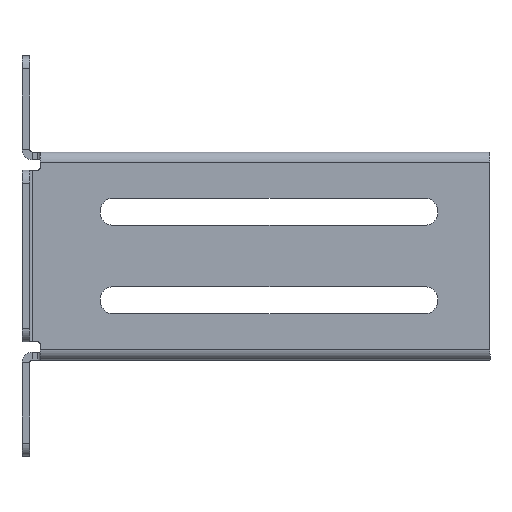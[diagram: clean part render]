
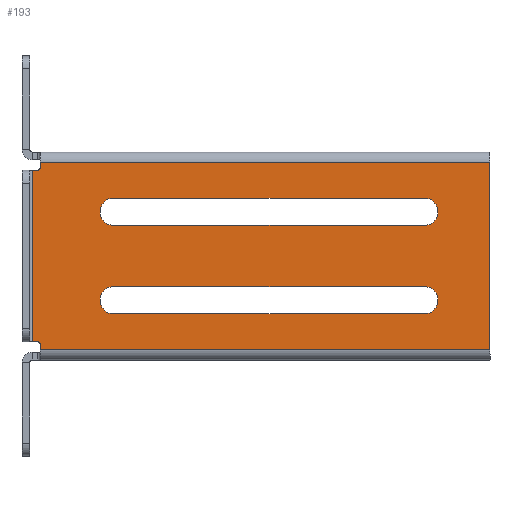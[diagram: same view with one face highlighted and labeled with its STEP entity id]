
A CAD part, front view. The second image highlights one B-rep face of the part: STEP entity #193.
In plain terms, the highlighted planar face has unit normal (0, -1, 0).
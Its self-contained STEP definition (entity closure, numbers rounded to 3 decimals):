
#193=ADVANCED_FACE('',(#1259,#1261,#1263),#1265,.F.);
#1259=FACE_BOUND('',#1260,.T.);
#1260=EDGE_LOOP('',(#2567,#2568,#2569,#2570,#2571,#2572,#2573,#2574,#2575,#2576));
#1261=FACE_BOUND('',#1262,.T.);
#1262=EDGE_LOOP('',(#2577,#2578,#2579,#2580));
#1263=FACE_BOUND('',#1264,.T.);
#1264=EDGE_LOOP('',(#2581,#2582,#2583,#2584));
#1265=PLANE('',#1266);
#1266=AXIS2_PLACEMENT_3D('',#1267,#1268,#1269);
#1267=CARTESIAN_POINT('',(0.,0.,0.));
#1268=DIRECTION('',(-0.,1.,0.));
#1269=DIRECTION('',(1.,0.,0.));
#2567=ORIENTED_EDGE('',*,*,#3251,.F.);
#2568=ORIENTED_EDGE('',*,*,#3274,.T.);
#2569=ORIENTED_EDGE('',*,*,#3291,.T.);
#2570=ORIENTED_EDGE('',*,*,#3268,.F.);
#2571=ORIENTED_EDGE('',*,*,#3292,.T.);
#2572=ORIENTED_EDGE('',*,*,#3262,.T.);
#2573=ORIENTED_EDGE('',*,*,#3260,.F.);
#2574=ORIENTED_EDGE('',*,*,#3259,.T.);
#2575=ORIENTED_EDGE('',*,*,#3293,.T.);
#2576=ORIENTED_EDGE('',*,*,#3252,.T.);
#2577=ORIENTED_EDGE('',*,*,#3283,.T.);
#2578=ORIENTED_EDGE('',*,*,#3290,.T.);
#2579=ORIENTED_EDGE('',*,*,#3288,.T.);
#2580=ORIENTED_EDGE('',*,*,#3286,.T.);
#2581=ORIENTED_EDGE('',*,*,#3276,.T.);
#2582=ORIENTED_EDGE('',*,*,#3282,.T.);
#2583=ORIENTED_EDGE('',*,*,#3280,.T.);
#2584=ORIENTED_EDGE('',*,*,#3278,.T.);
#3251=EDGE_CURVE('',#4045,#4043,#4047,.T.);
#3252=EDGE_CURVE('',#4048,#4043,#4049,.T.);
#3259=EDGE_CURVE('',#4056,#4058,#4060,.T.);
#3260=EDGE_CURVE('',#4056,#4061,#4062,.F.);
#3262=EDGE_CURVE('',#4064,#4061,#4065,.F.);
#3268=EDGE_CURVE('',#4072,#4074,#4075,.T.);
#3274=EDGE_CURVE('',#4045,#4082,#4084,.F.);
#3276=EDGE_CURVE('',#4087,#4085,#4088,.T.);
#3278=EDGE_CURVE('',#4090,#4087,#4091,.T.);
#3280=EDGE_CURVE('',#4093,#4090,#4094,.T.);
#3282=EDGE_CURVE('',#4085,#4093,#4096,.T.);
#3283=EDGE_CURVE('',#4097,#4098,#4099,.T.);
#3286=EDGE_CURVE('',#4102,#4097,#4103,.T.);
#3288=EDGE_CURVE('',#4105,#4102,#4106,.T.);
#3290=EDGE_CURVE('',#4098,#4105,#4108,.T.);
#3291=EDGE_CURVE('',#4082,#4074,#4109,.T.);
#3292=EDGE_CURVE('',#4072,#4064,#4110,.T.);
#3293=EDGE_CURVE('',#4058,#4048,#4111,.T.);
#4043=VERTEX_POINT('',#5789);
#4045=VERTEX_POINT('',#5793);
#4047=CIRCLE('',#5797,1.);
#4048=VERTEX_POINT('',#5801);
#4049=LINE('',#5802,#5803);
#4056=VERTEX_POINT('',#5821);
#4058=VERTEX_POINT('',#5825);
#4060=LINE('',#5829,#5830);
#4061=VERTEX_POINT('',#5832);
#4062=CIRCLE('',#5833,1.);
#4064=VERTEX_POINT('',#5840);
#4065=LINE('',#5841,#5842);
#4072=VERTEX_POINT('',#5860);
#4074=VERTEX_POINT('',#5864);
#4075=LINE('',#5865,#5866);
#4082=VERTEX_POINT('',#5884);
#4084=LINE('',#5888,#5889);
#4085=VERTEX_POINT('',#5891);
#4087=VERTEX_POINT('',#5895);
#4088=LINE('',#5896,#5897);
#4090=VERTEX_POINT('',#5902);
#4091=CIRCLE('',#5903,5.25);
#4093=VERTEX_POINT('',#5910);
#4094=LINE('',#5911,#5912);
#4096=CIRCLE('',#5917,5.25);
#4097=VERTEX_POINT('',#5921);
#4098=VERTEX_POINT('',#5922);
#4099=LINE('',#5923,#5924);
#4102=VERTEX_POINT('',#5932);
#4103=CIRCLE('',#5933,5.25);
#4105=VERTEX_POINT('',#5940);
#4106=LINE('',#5941,#5942);
#4108=CIRCLE('',#5947,5.25);
#4109=LINE('',#5951,#5952);
#4110=LINE('',#5954,#5955);
#4111=LINE('',#5957,#5958);
#5789=CARTESIAN_POINT('',(6.,0.,-33.));
#5793=CARTESIAN_POINT('',(7.,0.,-34.));
#5797=AXIS2_PLACEMENT_3D('',#5798,#5799,#5800);
#5798=CARTESIAN_POINT('',(6.,0.,-34.));
#5799=DIRECTION('',(0.,-1.,0.));
#5800=DIRECTION('',(1.,0.,0.));
#5801=CARTESIAN_POINT('',(4.,0.,-33.));
#5802=CARTESIAN_POINT('',(4.,0.,-33.));
#5803=VECTOR('',#5804,1.);
#5804=DIRECTION('',(1.,0.,0.));
#5821=CARTESIAN_POINT('',(6.,0.,33.));
#5825=CARTESIAN_POINT('',(4.,0.,33.));
#5829=CARTESIAN_POINT('',(6.,0.,33.));
#5830=VECTOR('',#5831,1.);
#5831=DIRECTION('',(-1.,0.,0.));
#5832=CARTESIAN_POINT('',(7.,0.,34.));
#5833=AXIS2_PLACEMENT_3D('',#5834,#5835,#5836);
#5834=CARTESIAN_POINT('',(6.,0.,34.));
#5835=DIRECTION('',(-0.,1.,0.));
#5836=DIRECTION('',(1.,0.,0.));
#5840=CARTESIAN_POINT('',(7.,0.,36.));
#5841=CARTESIAN_POINT('',(7.,0.,34.));
#5842=VECTOR('',#5843,1.);
#5843=DIRECTION('',(0.,0.,1.));
#5860=CARTESIAN_POINT('',(180.,0.,36.));
#5864=CARTESIAN_POINT('',(180.,0.,-36.));
#5865=CARTESIAN_POINT('',(180.,0.,36.));
#5866=VECTOR('',#5867,1.);
#5867=DIRECTION('',(0.,0.,-1.));
#5884=CARTESIAN_POINT('',(7.,0.,-36.));
#5888=CARTESIAN_POINT('',(7.,0.,-36.));
#5889=VECTOR('',#5890,1.);
#5890=DIRECTION('',(0.,0.,1.));
#5891=CARTESIAN_POINT('',(35.25,0.,-22.25));
#5895=CARTESIAN_POINT('',(154.75,0.,-22.25));
#5896=CARTESIAN_POINT('',(154.75,0.,-22.25));
#5897=VECTOR('',#5898,1.);
#5898=DIRECTION('',(-1.,0.,0.));
#5902=CARTESIAN_POINT('',(154.75,0.,-11.75));
#5903=AXIS2_PLACEMENT_3D('',#5904,#5905,#5906);
#5904=CARTESIAN_POINT('',(154.75,0.,-17.));
#5905=DIRECTION('',(-0.,1.,0.));
#5906=DIRECTION('',(0.,0.,1.));
#5910=CARTESIAN_POINT('',(35.25,0.,-11.75));
#5911=CARTESIAN_POINT('',(35.25,0.,-11.75));
#5912=VECTOR('',#5913,1.);
#5913=DIRECTION('',(1.,0.,0.));
#5917=AXIS2_PLACEMENT_3D('',#5918,#5919,#5920);
#5918=CARTESIAN_POINT('',(35.25,0.,-17.));
#5919=DIRECTION('',(0.,1.,0.));
#5920=DIRECTION('',(0.,0.,-1.));
#5921=CARTESIAN_POINT('',(35.25,0.,22.25));
#5922=CARTESIAN_POINT('',(154.75,0.,22.25));
#5923=CARTESIAN_POINT('',(35.25,0.,22.25));
#5924=VECTOR('',#5925,1.);
#5925=DIRECTION('',(1.,0.,0.));
#5932=CARTESIAN_POINT('',(35.25,0.,11.75));
#5933=AXIS2_PLACEMENT_3D('',#5934,#5935,#5936);
#5934=CARTESIAN_POINT('',(35.25,0.,17.));
#5935=DIRECTION('',(0.,1.,0.));
#5936=DIRECTION('',(0.,0.,-1.));
#5940=CARTESIAN_POINT('',(154.75,0.,11.75));
#5941=CARTESIAN_POINT('',(154.75,0.,11.75));
#5942=VECTOR('',#5943,1.);
#5943=DIRECTION('',(-1.,0.,0.));
#5947=AXIS2_PLACEMENT_3D('',#5948,#5949,#5950);
#5948=CARTESIAN_POINT('',(154.75,0.,17.));
#5949=DIRECTION('',(-0.,1.,0.));
#5950=DIRECTION('',(0.,0.,1.));
#5951=CARTESIAN_POINT('',(7.,0.,-36.));
#5952=VECTOR('',#5953,1.);
#5953=DIRECTION('',(1.,0.,0.));
#5954=CARTESIAN_POINT('',(180.,0.,36.));
#5955=VECTOR('',#5956,1.);
#5956=DIRECTION('',(-1.,0.,0.));
#5957=CARTESIAN_POINT('',(4.,0.,33.));
#5958=VECTOR('',#5959,1.);
#5959=DIRECTION('',(0.,0.,-1.));
